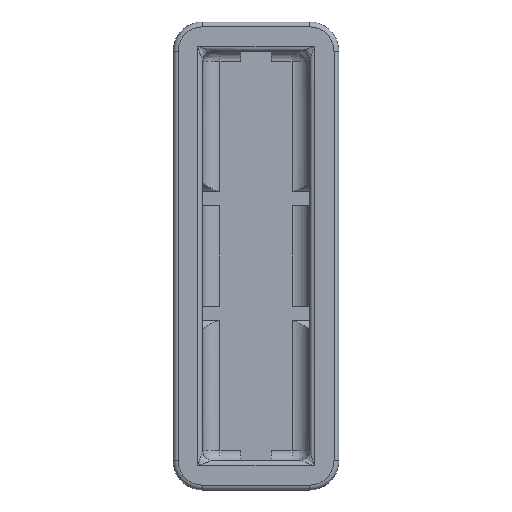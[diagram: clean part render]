
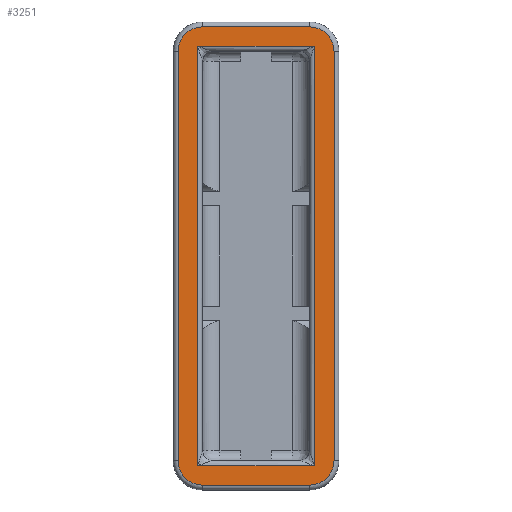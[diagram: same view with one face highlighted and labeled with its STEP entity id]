
A CAD part, front view. The second image highlights one B-rep face of the part: STEP entity #3251.
In plain terms, the highlighted planar face has unit normal (0, -1, 0).
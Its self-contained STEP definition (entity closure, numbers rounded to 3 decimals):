
#39=FACE_BOUND('',#446,.T.);
#97=PLANE('',#3523);
#261=FACE_OUTER_BOUND('',#445,.T.);
#445=EDGE_LOOP('',(#2637,#2638,#2639,#2640,#2641,#2642,#2643,#2644));
#446=EDGE_LOOP('',(#2645,#2646,#2647,#2648));
#690=LINE('',#5156,#1046);
#692=LINE('',#5168,#1048);
#694=LINE('',#5180,#1050);
#695=LINE('',#5188,#1051);
#704=LINE('',#5211,#1060);
#705=LINE('',#5213,#1061);
#706=LINE('',#5215,#1062);
#707=LINE('',#5216,#1063);
#1046=VECTOR('',#4092,10.);
#1048=VECTOR('',#4106,10.);
#1050=VECTOR('',#4120,10.);
#1051=VECTOR('',#4131,10.);
#1060=VECTOR('',#4154,10.);
#1061=VECTOR('',#4155,10.);
#1062=VECTOR('',#4156,10.);
#1063=VECTOR('',#4157,10.);
#1298=CIRCLE('',#3495,5.);
#1304=CIRCLE('',#3503,5.);
#1308=CIRCLE('',#3509,5.);
#1312=CIRCLE('',#3515,5.);
#1498=VERTEX_POINT('',#5144);
#1499=VERTEX_POINT('',#5146);
#1501=VERTEX_POINT('',#5152);
#1503=VERTEX_POINT('',#5158);
#1505=VERTEX_POINT('',#5164);
#1507=VERTEX_POINT('',#5170);
#1509=VERTEX_POINT('',#5176);
#1511=VERTEX_POINT('',#5182);
#1518=VERTEX_POINT('',#5209);
#1519=VERTEX_POINT('',#5210);
#1520=VERTEX_POINT('',#5212);
#1521=VERTEX_POINT('',#5214);
#1886=EDGE_CURVE('',#1498,#1499,#1298,.T.);
#1891=EDGE_CURVE('',#1499,#1501,#690,.T.);
#1894=EDGE_CURVE('',#1501,#1503,#1304,.T.);
#1897=EDGE_CURVE('',#1503,#1505,#692,.T.);
#1900=EDGE_CURVE('',#1505,#1507,#1308,.T.);
#1903=EDGE_CURVE('',#1507,#1509,#694,.T.);
#1906=EDGE_CURVE('',#1509,#1511,#1312,.T.);
#1907=EDGE_CURVE('',#1511,#1498,#695,.T.);
#1918=EDGE_CURVE('',#1518,#1519,#704,.T.);
#1919=EDGE_CURVE('',#1520,#1518,#705,.T.);
#1920=EDGE_CURVE('',#1521,#1520,#706,.T.);
#1921=EDGE_CURVE('',#1519,#1521,#707,.T.);
#2637=ORIENTED_EDGE('',*,*,#1886,.F.);
#2638=ORIENTED_EDGE('',*,*,#1907,.F.);
#2639=ORIENTED_EDGE('',*,*,#1906,.F.);
#2640=ORIENTED_EDGE('',*,*,#1903,.F.);
#2641=ORIENTED_EDGE('',*,*,#1900,.F.);
#2642=ORIENTED_EDGE('',*,*,#1897,.F.);
#2643=ORIENTED_EDGE('',*,*,#1894,.F.);
#2644=ORIENTED_EDGE('',*,*,#1891,.F.);
#2645=ORIENTED_EDGE('',*,*,#1918,.F.);
#2646=ORIENTED_EDGE('',*,*,#1919,.F.);
#2647=ORIENTED_EDGE('',*,*,#1920,.F.);
#2648=ORIENTED_EDGE('',*,*,#1921,.F.);
#3251=ADVANCED_FACE('',(#261,#39),#97,.T.);
#3495=AXIS2_PLACEMENT_3D('',#5147,#4081,#4082);
#3503=AXIS2_PLACEMENT_3D('',#5162,#4099,#4100);
#3509=AXIS2_PLACEMENT_3D('',#5174,#4113,#4114);
#3515=AXIS2_PLACEMENT_3D('',#5186,#4127,#4128);
#3523=AXIS2_PLACEMENT_3D('',#5208,#4152,#4153);
#4081=DIRECTION('center_axis',(0.,1.,0.));
#4082=DIRECTION('ref_axis',(0.707,0.,0.707));
#4092=DIRECTION('',(0.,0.,-1.));
#4099=DIRECTION('center_axis',(0.,1.,0.));
#4100=DIRECTION('ref_axis',(0.707,0.,-0.707));
#4106=DIRECTION('',(-1.,0.,0.));
#4113=DIRECTION('center_axis',(0.,1.,0.));
#4114=DIRECTION('ref_axis',(-0.707,0.,-0.707));
#4120=DIRECTION('',(0.,0.,1.));
#4127=DIRECTION('center_axis',(0.,1.,0.));
#4128=DIRECTION('ref_axis',(-0.707,0.,0.707));
#4131=DIRECTION('',(1.,0.,0.));
#4152=DIRECTION('center_axis',(0.,-1.,0.));
#4153=DIRECTION('ref_axis',(0.,0.,-1.));
#4154=DIRECTION('',(0.,0.,-1.));
#4155=DIRECTION('',(-1.,0.,0.));
#4156=DIRECTION('',(0.,0.,1.));
#4157=DIRECTION('',(1.,0.,0.));
#5144=CARTESIAN_POINT('',(10.95,-7.91,46.85));
#5146=CARTESIAN_POINT('',(15.95,-7.91,41.85));
#5147=CARTESIAN_POINT('Origin',(10.95,-7.91,41.85));
#5152=CARTESIAN_POINT('',(15.95,-7.91,-41.85));
#5156=CARTESIAN_POINT('',(15.95,-7.91,-23.925));
#5158=CARTESIAN_POINT('',(10.95,-7.91,-46.85));
#5162=CARTESIAN_POINT('Origin',(10.95,-7.91,-41.85));
#5164=CARTESIAN_POINT('',(-10.95,-7.91,-46.85));
#5168=CARTESIAN_POINT('',(-8.475,-7.91,-46.85));
#5170=CARTESIAN_POINT('',(-15.95,-7.91,-41.85));
#5174=CARTESIAN_POINT('Origin',(-10.95,-7.91,-41.85));
#5176=CARTESIAN_POINT('',(-15.95,-7.91,41.85));
#5180=CARTESIAN_POINT('',(-15.95,-7.91,23.925));
#5182=CARTESIAN_POINT('',(-10.95,-7.91,46.85));
#5186=CARTESIAN_POINT('Origin',(-10.95,-7.91,41.85));
#5188=CARTESIAN_POINT('',(8.475,-7.91,46.85));
#5208=CARTESIAN_POINT('Origin',(0.,-7.91,0.));
#5209=CARTESIAN_POINT('',(-11.95,-7.91,42.85));
#5210=CARTESIAN_POINT('',(-11.95,-7.91,-42.85));
#5211=CARTESIAN_POINT('',(-11.95,-7.91,20.925));
#5212=CARTESIAN_POINT('',(11.95,-7.91,42.85));
#5213=CARTESIAN_POINT('',(0.,-7.91,42.85));
#5214=CARTESIAN_POINT('',(11.95,-7.91,-42.85));
#5215=CARTESIAN_POINT('',(11.95,-7.91,20.925));
#5216=CARTESIAN_POINT('',(0.,-7.91,-42.85));
